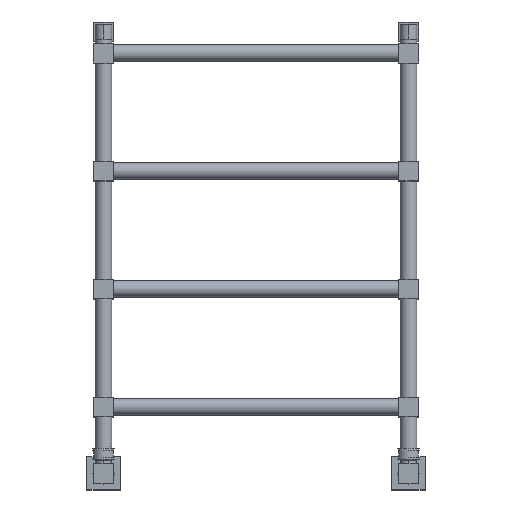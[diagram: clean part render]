
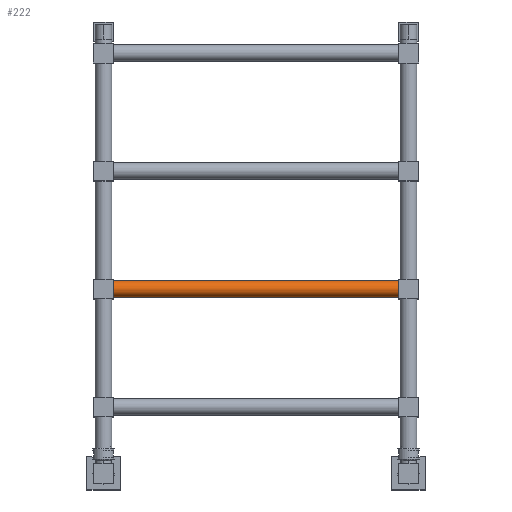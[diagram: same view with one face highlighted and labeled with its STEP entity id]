
A CAD part, top view. The second image highlights one B-rep face of the part: STEP entity #222.
In plain terms, the highlighted cylindrical face has radius 12.5 mm (diameter 25 mm), a partial arc.
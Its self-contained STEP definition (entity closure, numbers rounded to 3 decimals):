
#2=CARTESIAN_POINT('',(0.,-216.5,0.));
#3=DIRECTION('',(0.,1.,0.));
#4=DIRECTION('',(1.,0.,0.));
#5=AXIS2_PLACEMENT_3D('',#2,#3,#4);
#22=DIRECTION('',(0.,1.,0.));
#23=VECTOR('',#22,433.);
#24=CARTESIAN_POINT('',(12.5,-216.5,0.));
#25=LINE('',#24,#23);
#26=DIRECTION('',(0.,1.,0.));
#27=VECTOR('',#26,433.);
#28=CARTESIAN_POINT('',(-12.5,-216.5,0.));
#29=LINE('',#28,#27);
#30=CARTESIAN_POINT('',(0.,216.5,0.));
#31=DIRECTION('',(0.,1.,0.));
#32=DIRECTION('',(1.,0.,0.));
#33=AXIS2_PLACEMENT_3D('',#30,#31,#32);
#150=CARTESIAN_POINT('',(12.5,-216.5,0.));
#151=CARTESIAN_POINT('',(-12.5,-216.5,0.));
#152=VERTEX_POINT('',#150);
#153=VERTEX_POINT('',#151);
#154=CARTESIAN_POINT('',(12.5,216.5,0.));
#155=CARTESIAN_POINT('',(-12.5,216.5,0.));
#156=VERTEX_POINT('',#154);
#157=VERTEX_POINT('',#155);
#208=CARTESIAN_POINT('',(0.,-216.5,0.));
#209=DIRECTION('',(0.,1.,0.));
#210=DIRECTION('',(1.,0.,0.));
#211=AXIS2_PLACEMENT_3D('',#208,#209,#210);
#212=CYLINDRICAL_SURFACE('',#211,12.5);
#213=ORIENTED_EDGE('',*,*,#195,.F.);
#215=ORIENTED_EDGE('',*,*,#214,.T.);
#217=ORIENTED_EDGE('',*,*,#216,.T.);
#219=ORIENTED_EDGE('',*,*,#218,.F.);
#220=EDGE_LOOP('',(#213,#215,#217,#219));
#221=FACE_OUTER_BOUND('',#220,.F.);
#222=ADVANCED_FACE('',(#221),#212,.T.);
#6=CIRCLE('',#5,12.5);
#34=CIRCLE('',#33,12.5);
#195=EDGE_CURVE('',#152,#153,#6,.T.);
#214=EDGE_CURVE('',#152,#156,#25,.T.);
#216=EDGE_CURVE('',#156,#157,#34,.T.);
#218=EDGE_CURVE('',#153,#157,#29,.T.);
